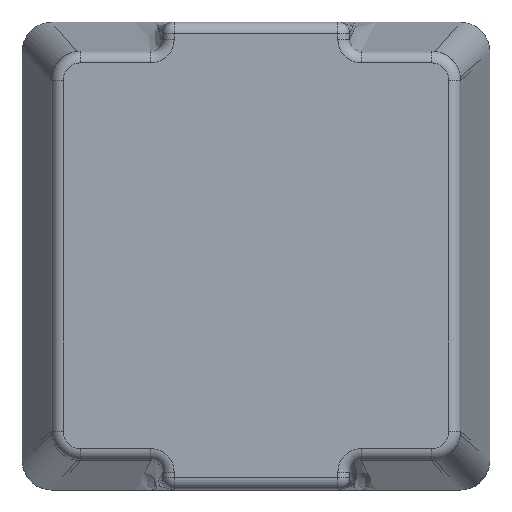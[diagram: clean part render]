
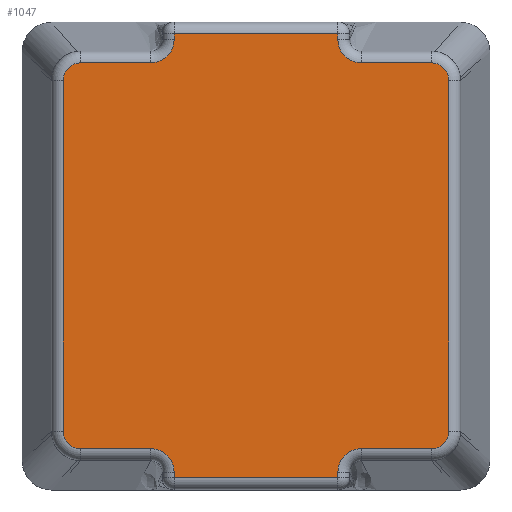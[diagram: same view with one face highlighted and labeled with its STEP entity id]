
A CAD part, top view. The second image highlights one B-rep face of the part: STEP entity #1047.
In plain terms, the highlighted planar face has unit normal (0, 0, 1).
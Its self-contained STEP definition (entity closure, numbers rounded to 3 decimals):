
#34=VECTOR('',#35,1.);
#35=DIRECTION('',(0.,1.,0.));
#60=DIRECTION('',(0.,-1.,0.));
#76=DIRECTION('',(1.,0.,0.));
#100=DIRECTION('',(-0.,-1.,-0.));
#228=VECTOR('',#76,1.);
#233=VECTOR('',#60,1.);
#750=DIRECTION('',(0.,0.,-1.));
#751=DIRECTION('',(-1.,0.,0.));
#772=VECTOR('',#773,1.);
#773=DIRECTION('',(1.,0.,0.));
#790=VERTEX_POINT('',#791);
#791=CARTESIAN_POINT('',(-0.7,1.9,1.805));
#861=VERTEX_POINT('',#862);
#862=CARTESIAN_POINT('',(0.7,1.9,1.805));
#869=EDGE_CURVE('',#790,#861,#870,.T.);
#870=LINE('',#791,#772);
#901=DIRECTION('',(0.,1.,0.));
#914=VERTEX_POINT('',#915);
#915=CARTESIAN_POINT('',(-0.7,1.85,1.805));
#922=EDGE_CURVE('',#914,#790,#923,.T.);
#923=LINE('',#915,#34);
#1037=DIRECTION('',(0.,0.,1.));
#1038=DIRECTION('',(0.,-1.,0.));
#1047=ADVANCED_FACE('',(#1048),#1166,.F.);
#1048=FACE_BOUND('',#1049,.F.);
#1049=EDGE_LOOP('',(#1050,#1055,#1062,#1067,#1075,#1080,#1088,#1095,    #1102,#1108,#1113,#1118,#1126,#1131,#1139,#1144,#1152,#1159,#1164,    #1165));
#1050=ORIENTED_EDGE('',*,*,#1051,.T.);
#1051=EDGE_CURVE('',#861,#1052,#1054,.T.);
#1052=VERTEX_POINT('',#1053);
#1053=CARTESIAN_POINT('',(0.7,1.85,1.805));
#1054=LINE('',#862,#233);
#1055=ORIENTED_EDGE('',*,*,#1056,.T.);
#1056=EDGE_CURVE('',#1052,#1057,#1059,.T.);
#1057=VERTEX_POINT('',#1058);
#1058=CARTESIAN_POINT('',(0.9,1.65,1.805));
#1059=CIRCLE('',#1060,0.2);
#1060=AXIS2_PLACEMENT_3D('',#1061,#1037,#751);
#1061=CARTESIAN_POINT('',(0.9,1.85,1.805));
#1062=ORIENTED_EDGE('',*,*,#1063,.T.);
#1063=EDGE_CURVE('',#1057,#1064,#1066,.T.);
#1064=VERTEX_POINT('',#1065);
#1065=CARTESIAN_POINT('',(1.5,1.65,1.805));
#1066=LINE('',#1058,#228);
#1067=ORIENTED_EDGE('',*,*,#1068,.T.);
#1068=EDGE_CURVE('',#1064,#1069,#1071,.T.);
#1069=VERTEX_POINT('',#1070);
#1070=CARTESIAN_POINT('',(1.65,1.5,1.805));
#1071=CIRCLE('',#1072,0.15);
#1072=AXIS2_PLACEMENT_3D('',#1073,#750,#1074);
#1073=CARTESIAN_POINT('',(1.5,1.5,1.805));
#1074=DIRECTION('',(0.,1.,0.));
#1075=ORIENTED_EDGE('',*,*,#1076,.T.);
#1076=EDGE_CURVE('',#1069,#1077,#1079,.T.);
#1077=VERTEX_POINT('',#1078);
#1078=CARTESIAN_POINT('',(1.65,-1.5,1.805));
#1079=LINE('',#1070,#233);
#1080=ORIENTED_EDGE('',*,*,#1081,.T.);
#1081=EDGE_CURVE('',#1077,#1082,#1084,.T.);
#1082=VERTEX_POINT('',#1083);
#1083=CARTESIAN_POINT('',(1.5,-1.65,1.805));
#1084=CIRCLE('',#1085,0.15);
#1085=AXIS2_PLACEMENT_3D('',#1086,#750,#1087);
#1086=CARTESIAN_POINT('',(1.5,-1.5,1.805));
#1087=DIRECTION('',(1.,0.,0.));
#1088=ORIENTED_EDGE('',*,*,#1089,.T.);
#1089=EDGE_CURVE('',#1082,#1090,#1092,.T.);
#1090=VERTEX_POINT('',#1091);
#1091=CARTESIAN_POINT('',(0.9,-1.65,1.805));
#1092=LINE('',#1083,#1093);
#1093=VECTOR('',#1094,1.);
#1094=DIRECTION('',(-1.,-0.,-0.));
#1095=ORIENTED_EDGE('',*,*,#1096,.T.);
#1096=EDGE_CURVE('',#1090,#1097,#1099,.T.);
#1097=VERTEX_POINT('',#1098);
#1098=CARTESIAN_POINT('',(0.7,-1.85,1.805));
#1099=CIRCLE('',#1100,0.2);
#1100=AXIS2_PLACEMENT_3D('',#1101,#1037,#901);
#1101=CARTESIAN_POINT('',(0.9,-1.85,1.805));
#1102=ORIENTED_EDGE('',*,*,#1103,.T.);
#1103=EDGE_CURVE('',#1097,#1104,#1106,.T.);
#1104=VERTEX_POINT('',#1105);
#1105=CARTESIAN_POINT('',(0.7,-1.9,1.805));
#1106=LINE('',#1098,#1107);
#1107=VECTOR('',#100,1.);
#1108=ORIENTED_EDGE('',*,*,#1109,.T.);
#1109=EDGE_CURVE('',#1104,#1110,#1112,.T.);
#1110=VERTEX_POINT('',#1111);
#1111=CARTESIAN_POINT('',(-0.7,-1.9,1.805));
#1112=LINE('',#1105,#1093);
#1113=ORIENTED_EDGE('',*,*,#1114,.T.);
#1114=EDGE_CURVE('',#1110,#1115,#1117,.T.);
#1115=VERTEX_POINT('',#1116);
#1116=CARTESIAN_POINT('',(-0.7,-1.85,1.805));
#1117=LINE('',#1111,#34);
#1118=ORIENTED_EDGE('',*,*,#1119,.T.);
#1119=EDGE_CURVE('',#1115,#1120,#1122,.T.);
#1120=VERTEX_POINT('',#1121);
#1121=CARTESIAN_POINT('',(-0.9,-1.65,1.805));
#1122=CIRCLE('',#1123,0.2);
#1123=AXIS2_PLACEMENT_3D('',#1124,#1037,#1125);
#1124=CARTESIAN_POINT('',(-0.9,-1.85,1.805));
#1125=DIRECTION('',(1.,0.,0.));
#1126=ORIENTED_EDGE('',*,*,#1127,.T.);
#1127=EDGE_CURVE('',#1120,#1128,#1130,.T.);
#1128=VERTEX_POINT('',#1129);
#1129=CARTESIAN_POINT('',(-1.5,-1.65,1.805));
#1130=LINE('',#1121,#1093);
#1131=ORIENTED_EDGE('',*,*,#1132,.T.);
#1132=EDGE_CURVE('',#1128,#1133,#1135,.T.);
#1133=VERTEX_POINT('',#1134);
#1134=CARTESIAN_POINT('',(-1.65,-1.5,1.805));
#1135=CIRCLE('',#1136,0.15);
#1136=AXIS2_PLACEMENT_3D('',#1137,#750,#1138);
#1137=CARTESIAN_POINT('',(-1.5,-1.5,1.805));
#1138=DIRECTION('',(0.,-1.,0.));
#1139=ORIENTED_EDGE('',*,*,#1140,.T.);
#1140=EDGE_CURVE('',#1133,#1141,#1143,.T.);
#1141=VERTEX_POINT('',#1142);
#1142=CARTESIAN_POINT('',(-1.65,1.5,1.805));
#1143=LINE('',#1134,#34);
#1144=ORIENTED_EDGE('',*,*,#1145,.T.);
#1145=EDGE_CURVE('',#1141,#1146,#1148,.T.);
#1146=VERTEX_POINT('',#1147);
#1147=CARTESIAN_POINT('',(-1.5,1.65,1.805));
#1148=CIRCLE('',#1149,0.15);
#1149=AXIS2_PLACEMENT_3D('',#1150,#750,#1151);
#1150=CARTESIAN_POINT('',(-1.5,1.5,1.805));
#1151=DIRECTION('',(-1.,0.,0.));
#1152=ORIENTED_EDGE('',*,*,#1153,.T.);
#1153=EDGE_CURVE('',#1146,#1154,#1156,.T.);
#1154=VERTEX_POINT('',#1155);
#1155=CARTESIAN_POINT('',(-0.9,1.65,1.805));
#1156=LINE('',#1147,#1157);
#1157=VECTOR('',#1158,1.);
#1158=DIRECTION('',(1.,0.,0.));
#1159=ORIENTED_EDGE('',*,*,#1160,.T.);
#1160=EDGE_CURVE('',#1154,#914,#1161,.T.);
#1161=CIRCLE('',#1162,0.2);
#1162=AXIS2_PLACEMENT_3D('',#1163,#1037,#1038);
#1163=CARTESIAN_POINT('',(-0.9,1.85,1.805));
#1164=ORIENTED_EDGE('',*,*,#922,.T.);
#1165=ORIENTED_EDGE('',*,*,#869,.T.);
#1166=PLANE('',#1167);
#1167=AXIS2_PLACEMENT_3D('',#1168,#750,#1169);
#1168=CARTESIAN_POINT('',(0.,0.,    1.805));
#1169=DIRECTION('',(-1.,0.,0.));
